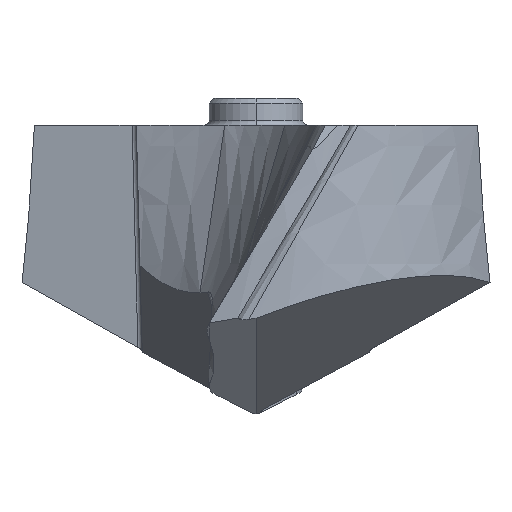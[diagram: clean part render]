
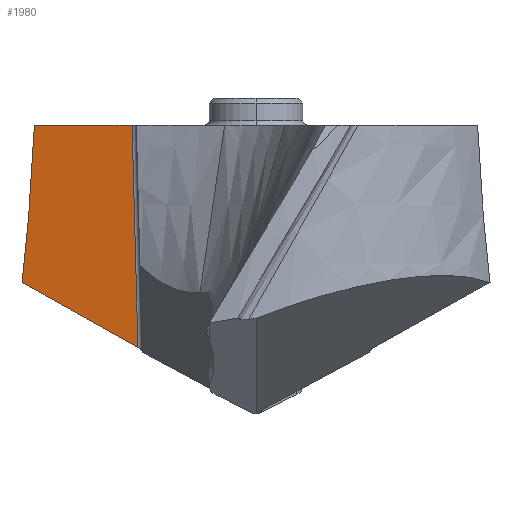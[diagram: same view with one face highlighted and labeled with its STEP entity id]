
A CAD part, left-side view. The second image highlights one B-rep face of the part: STEP entity #1980.
In plain terms, the highlighted planar face has unit normal (-0.925, 0.337, 0.174).
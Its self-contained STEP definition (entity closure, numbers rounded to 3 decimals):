
#215=DIRECTION('',(0.342,0.94,0.));
#216=VECTOR('',#215,3.297);
#217=CARTESIAN_POINT('',(3.186,3.929,0.));
#218=LINE('',#217,#216);
#467=DIRECTION('',(-0.379,-0.808,-0.451));
#468=VECTOR('',#467,4.547);
#469=CARTESIAN_POINT('',(3.52,7.419,-4.987));
#470=LINE('',#469,#468);
#475=CARTESIAN_POINT('',(4.313,7.027,0.));
#476=CARTESIAN_POINT('',(4.248,7.047,-0.386));
#477=CARTESIAN_POINT('',(4.126,7.086,-1.112));
#478=CARTESIAN_POINT('',(3.969,7.146,-2.066));
#479=CARTESIAN_POINT('',(3.836,7.207,-2.895));
#480=CARTESIAN_POINT('',(3.72,7.272,-3.641));
#481=CARTESIAN_POINT('',(3.615,7.342,-4.334));
#482=CARTESIAN_POINT('',(3.551,7.393,-4.774));
#483=CARTESIAN_POINT('',(3.52,7.419,-4.987));
#485=CARTESIAN_POINT('',(3.52,7.419,-4.987));
#510=CARTESIAN_POINT('',(3.186,3.929,0.));
#526=DIRECTION('',(0.193,0.026,0.981));
#527=VECTOR('',#526,7.176);
#528=CARTESIAN_POINT('',(1.798,3.744,-7.038));
#529=LINE('',#528,#527);
#1086=VERTEX_POINT('',#510);
#1087=CARTESIAN_POINT('',(4.313,7.027,0.));
#1088=VERTEX_POINT('',#1087);
#1126=VERTEX_POINT('',#485);
#1127=CARTESIAN_POINT('',(1.798,3.744,-7.038));
#1128=VERTEX_POINT('',#1127);
#1968=CARTESIAN_POINT('',(-0.4,3.325,
-17.94));
#1969=DIRECTION('',(0.925,-0.337,-0.174));
#1970=DIRECTION('',(0.326,0.941,-0.089));
#1971=AXIS2_PLACEMENT_3D('',#1968,#1969,#1970);
#1972=PLANE('',#1971);
#1973=ORIENTED_EDGE('',*,*,#1443,.F.);
#1975=ORIENTED_EDGE('',*,*,#1974,.F.);
#1976=ORIENTED_EDGE('',*,*,#1861,.F.);
#1977=ORIENTED_EDGE('',*,*,#1953,.F.);
#1978=EDGE_LOOP('',(#1973,#1975,#1976,#1977));
#1979=FACE_OUTER_BOUND('',#1978,.F.);
#484=B_SPLINE_CURVE_WITH_KNOTS('',3,(#475,#476,#477,#478,#479,#480,#481,#482,
#483),.UNSPECIFIED.,.F.,.F.,(4,1,1,1,1,1,4),(0.,0.167,
0.333,0.5,0.667,0.833,1.),
.UNSPECIFIED.);
#1443=EDGE_CURVE('',#1086,#1088,#218,.T.);
#1861=EDGE_CURVE('',#1126,#1128,#470,.T.);
#1953=EDGE_CURVE('',#1088,#1126,#484,.T.);
#1974=EDGE_CURVE('',#1128,#1086,#529,.T.);
#1980=ADVANCED_FACE('',(#1979),#1972,.F.);
